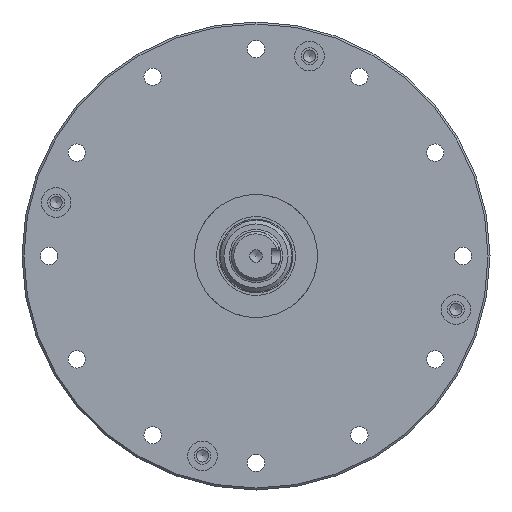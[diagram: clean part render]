
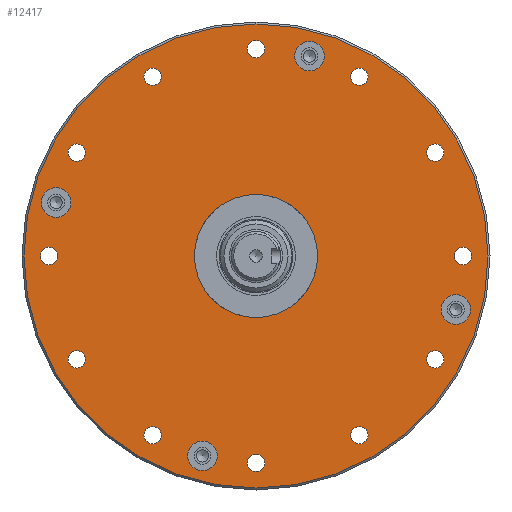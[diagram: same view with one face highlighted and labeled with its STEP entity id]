
A CAD part, left-side view. The second image highlights one B-rep face of the part: STEP entity #12417.
In plain terms, the highlighted planar face has unit normal (-1, 0, 0).
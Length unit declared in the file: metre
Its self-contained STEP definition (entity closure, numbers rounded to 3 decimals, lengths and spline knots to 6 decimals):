
#743=PLANE('',#15095);
#1971=CIRCLE('',#15096,0.0125);
#1972=CIRCLE('',#15097,0.0471);
#1973=CIRCLE('',#15098,0.00175);
#1974=CIRCLE('',#15099,0.00175);
#1975=CIRCLE('',#15100,0.00175);
#1976=CIRCLE('',#15101,0.00175);
#1977=CIRCLE('',#15102,0.00175);
#1978=CIRCLE('',#15103,0.00175);
#1979=CIRCLE('',#15104,0.00175);
#1980=CIRCLE('',#15105,0.00175);
#1981=CIRCLE('',#15106,0.00175);
#1982=CIRCLE('',#15107,0.00175);
#1983=CIRCLE('',#15108,0.00175);
#1984=CIRCLE('',#15109,0.00175);
#1985=CIRCLE('',#15110,0.003);
#1986=CIRCLE('',#15111,0.003);
#1987=CIRCLE('',#15112,0.003);
#1988=CIRCLE('',#15113,0.003);
#4459=ORIENTED_EDGE('',*,*,#6478,.F.);
#4460=ORIENTED_EDGE('',*,*,#6479,.T.);
#4461=ORIENTED_EDGE('',*,*,#6480,.F.);
#4462=ORIENTED_EDGE('',*,*,#6481,.F.);
#4463=ORIENTED_EDGE('',*,*,#6482,.F.);
#4464=ORIENTED_EDGE('',*,*,#6483,.F.);
#4465=ORIENTED_EDGE('',*,*,#6484,.F.);
#4466=ORIENTED_EDGE('',*,*,#6485,.F.);
#4467=ORIENTED_EDGE('',*,*,#6486,.F.);
#4468=ORIENTED_EDGE('',*,*,#6487,.F.);
#4469=ORIENTED_EDGE('',*,*,#6488,.F.);
#4470=ORIENTED_EDGE('',*,*,#6489,.F.);
#4471=ORIENTED_EDGE('',*,*,#6490,.F.);
#4472=ORIENTED_EDGE('',*,*,#6491,.F.);
#4473=ORIENTED_EDGE('',*,*,#6492,.F.);
#4474=ORIENTED_EDGE('',*,*,#6493,.F.);
#4475=ORIENTED_EDGE('',*,*,#6494,.F.);
#4476=ORIENTED_EDGE('',*,*,#6495,.F.);
#6478=EDGE_CURVE('',#7703,#7703,#1971,.T.);
#6479=EDGE_CURVE('',#7704,#7704,#1972,.T.);
#6480=EDGE_CURVE('',#7705,#7705,#1973,.T.);
#6481=EDGE_CURVE('',#7706,#7706,#1974,.T.);
#6482=EDGE_CURVE('',#7707,#7707,#1975,.T.);
#6483=EDGE_CURVE('',#7708,#7708,#1976,.T.);
#6484=EDGE_CURVE('',#7709,#7709,#1977,.T.);
#6485=EDGE_CURVE('',#7710,#7710,#1978,.T.);
#6486=EDGE_CURVE('',#7711,#7711,#1979,.T.);
#6487=EDGE_CURVE('',#7712,#7712,#1980,.T.);
#6488=EDGE_CURVE('',#7713,#7713,#1981,.T.);
#6489=EDGE_CURVE('',#7714,#7714,#1982,.T.);
#6490=EDGE_CURVE('',#7715,#7715,#1983,.T.);
#6491=EDGE_CURVE('',#7716,#7716,#1984,.T.);
#6492=EDGE_CURVE('',#7717,#7717,#1985,.T.);
#6493=EDGE_CURVE('',#7718,#7718,#1986,.T.);
#6494=EDGE_CURVE('',#7719,#7719,#1987,.T.);
#6495=EDGE_CURVE('',#7720,#7720,#1988,.T.);
#7703=VERTEX_POINT('',#23530);
#7704=VERTEX_POINT('',#23532);
#7705=VERTEX_POINT('',#23534);
#7706=VERTEX_POINT('',#23536);
#7707=VERTEX_POINT('',#23538);
#7708=VERTEX_POINT('',#23540);
#7709=VERTEX_POINT('',#23542);
#7710=VERTEX_POINT('',#23544);
#7711=VERTEX_POINT('',#23546);
#7712=VERTEX_POINT('',#23548);
#7713=VERTEX_POINT('',#23550);
#7714=VERTEX_POINT('',#23552);
#7715=VERTEX_POINT('',#23554);
#7716=VERTEX_POINT('',#23556);
#7717=VERTEX_POINT('',#23558);
#7718=VERTEX_POINT('',#23560);
#7719=VERTEX_POINT('',#23562);
#7720=VERTEX_POINT('',#23564);
#9286=EDGE_LOOP('',(#4459));
#9287=EDGE_LOOP('',(#4460));
#9288=EDGE_LOOP('',(#4461));
#9289=EDGE_LOOP('',(#4462));
#9290=EDGE_LOOP('',(#4463));
#9291=EDGE_LOOP('',(#4464));
#9292=EDGE_LOOP('',(#4465));
#9293=EDGE_LOOP('',(#4466));
#9294=EDGE_LOOP('',(#4467));
#9295=EDGE_LOOP('',(#4468));
#9296=EDGE_LOOP('',(#4469));
#9297=EDGE_LOOP('',(#4470));
#9298=EDGE_LOOP('',(#4471));
#9299=EDGE_LOOP('',(#4472));
#9300=EDGE_LOOP('',(#4473));
#9301=EDGE_LOOP('',(#4474));
#9302=EDGE_LOOP('',(#4475));
#9303=EDGE_LOOP('',(#4476));
#10783=FACE_BOUND('',#9286,.T.);
#10784=FACE_BOUND('',#9287,.T.);
#10785=FACE_BOUND('',#9288,.T.);
#10786=FACE_BOUND('',#9289,.T.);
#10787=FACE_BOUND('',#9290,.T.);
#10788=FACE_BOUND('',#9291,.T.);
#10789=FACE_BOUND('',#9292,.T.);
#10790=FACE_BOUND('',#9293,.T.);
#10791=FACE_BOUND('',#9294,.T.);
#10792=FACE_BOUND('',#9295,.T.);
#10793=FACE_BOUND('',#9296,.T.);
#10794=FACE_BOUND('',#9297,.T.);
#10795=FACE_BOUND('',#9298,.T.);
#10796=FACE_BOUND('',#9299,.T.);
#10797=FACE_BOUND('',#9300,.T.);
#10798=FACE_BOUND('',#9301,.T.);
#10799=FACE_BOUND('',#9302,.T.);
#10800=FACE_BOUND('',#9303,.T.);
#12417=ADVANCED_FACE('',(#10783,#10784,#10785,#10786,#10787,#10788,#10789,
#10790,#10791,#10792,#10793,#10794,#10795,#10796,#10797,#10798,#10799,#10800),
#743,.T.);
#15095=AXIS2_PLACEMENT_3D('',#23528,#18145,#18146);
#15096=AXIS2_PLACEMENT_3D('',#23529,#18147,#18148);
#15097=AXIS2_PLACEMENT_3D('',#23531,#18149,#18150);
#15098=AXIS2_PLACEMENT_3D('',#23533,#18151,#18152);
#15099=AXIS2_PLACEMENT_3D('',#23535,#18153,#18154);
#15100=AXIS2_PLACEMENT_3D('',#23537,#18155,#18156);
#15101=AXIS2_PLACEMENT_3D('',#23539,#18157,#18158);
#15102=AXIS2_PLACEMENT_3D('',#23541,#18159,#18160);
#15103=AXIS2_PLACEMENT_3D('',#23543,#18161,#18162);
#15104=AXIS2_PLACEMENT_3D('',#23545,#18163,#18164);
#15105=AXIS2_PLACEMENT_3D('',#23547,#18165,#18166);
#15106=AXIS2_PLACEMENT_3D('',#23549,#18167,#18168);
#15107=AXIS2_PLACEMENT_3D('',#23551,#18169,#18170);
#15108=AXIS2_PLACEMENT_3D('',#23553,#18171,#18172);
#15109=AXIS2_PLACEMENT_3D('',#23555,#18173,#18174);
#15110=AXIS2_PLACEMENT_3D('',#23557,#18175,#18176);
#15111=AXIS2_PLACEMENT_3D('',#23559,#18177,#18178);
#15112=AXIS2_PLACEMENT_3D('',#23561,#18179,#18180);
#15113=AXIS2_PLACEMENT_3D('',#23563,#18181,#18182);
#18145=DIRECTION('',(-1.,0.,0.));
#18146=DIRECTION('',(0.,0.,1.));
#18147=DIRECTION('',(-1.,0.,0.));
#18148=DIRECTION('',(0.,0.,1.));
#18149=DIRECTION('',(-1.,0.,0.));
#18150=DIRECTION('',(0.,0.,1.));
#18151=DIRECTION('',(-1.,0.,0.));
#18152=DIRECTION('',(0.,0.,1.));
#18153=DIRECTION('',(-1.,0.,0.));
#18154=DIRECTION('',(0.,0.5,0.866));
#18155=DIRECTION('',(-1.,0.,0.));
#18156=DIRECTION('',(0.,0.866,0.5));
#18157=DIRECTION('',(-1.,0.,0.));
#18158=DIRECTION('',(0.,1.,0.));
#18159=DIRECTION('',(-1.,0.,0.));
#18160=DIRECTION('',(0.,0.866,-0.5));
#18161=DIRECTION('',(-1.,0.,0.));
#18162=DIRECTION('',(0.,0.5,-0.866));
#18163=DIRECTION('',(-1.,0.,0.));
#18164=DIRECTION('',(0.,0.,-1.));
#18165=DIRECTION('',(-1.,0.,0.));
#18166=DIRECTION('',(0.,-0.5,-0.866));
#18167=DIRECTION('',(-1.,0.,0.));
#18168=DIRECTION('',(0.,-0.866,-0.5));
#18169=DIRECTION('',(-1.,0.,0.));
#18170=DIRECTION('',(0.,-1.,0.));
#18171=DIRECTION('',(-1.,0.,0.));
#18172=DIRECTION('',(0.,-0.866,0.5));
#18173=DIRECTION('',(-1.,0.,0.));
#18174=DIRECTION('',(0.,-0.5,0.866));
#18175=DIRECTION('',(-1.,0.,0.));
#18176=DIRECTION('',(0.,0.,1.));
#18177=DIRECTION('',(-1.,0.,0.));
#18178=DIRECTION('',(0.,1.,0.));
#18179=DIRECTION('',(-1.,0.,0.));
#18180=DIRECTION('',(0.,0.,-1.));
#18181=DIRECTION('',(-1.,0.,0.));
#18182=DIRECTION('',(0.,-1.,0.));
#23528=CARTESIAN_POINT('',(0.,0.,0.0125));
#23529=CARTESIAN_POINT('',(0.,0.,0.));
#23530=CARTESIAN_POINT('',(0.,0.,0.0125));
#23531=CARTESIAN_POINT('',(0.,0.,0.));
#23532=CARTESIAN_POINT('',(0.,0.,0.0471));
#23533=CARTESIAN_POINT('',(0.,0.042,0.));
#23534=CARTESIAN_POINT('',(0.,0.042,0.00175));
#23535=CARTESIAN_POINT('',(0.,0.036373,-0.021));
#23536=CARTESIAN_POINT('',(0.,0.037248,-0.019484));
#23537=CARTESIAN_POINT('',(0.,0.021,-0.036373));
#23538=CARTESIAN_POINT('',(0.,0.022516,-0.035498));
#23539=CARTESIAN_POINT('',(0.,0.,
-0.042));
#23540=CARTESIAN_POINT('',(0.,0.00175,-0.042));
#23541=CARTESIAN_POINT('',(0.,-0.021,-0.036373));
#23542=CARTESIAN_POINT('',(0.,-0.019484,-0.037248));
#23543=CARTESIAN_POINT('',(0.,-0.036373,-0.021));
#23544=CARTESIAN_POINT('',(0.,-0.035498,-0.022516));
#23545=CARTESIAN_POINT('',(0.,-0.042,0.));
#23546=CARTESIAN_POINT('',(0.,-0.042,-0.00175));
#23547=CARTESIAN_POINT('',(0.,-0.036373,0.021));
#23548=CARTESIAN_POINT('',(0.,-0.037248,0.019484));
#23549=CARTESIAN_POINT('',(0.,-0.021,0.036373));
#23550=CARTESIAN_POINT('',(0.,-0.022516,0.035498));
#23551=CARTESIAN_POINT('',(0.,0.,0.042));
#23552=CARTESIAN_POINT('',(0.,-0.00175,0.042));
#23553=CARTESIAN_POINT('',(0.,0.021,0.036373));
#23554=CARTESIAN_POINT('',(0.,0.019484,0.037248));
#23555=CARTESIAN_POINT('',(0.,0.036373,0.021));
#23556=CARTESIAN_POINT('',(0.,0.035498,0.022516));
#23557=CARTESIAN_POINT('',(0.,0.029698,0.029698));
#23558=CARTESIAN_POINT('',(0.,0.029698,0.032698));
#23559=CARTESIAN_POINT('',(0.,0.029698,-0.029698));
#23560=CARTESIAN_POINT('',(0.,0.032698,-0.029698));
#23561=CARTESIAN_POINT('',(0.,-0.029698,-0.029698));
#23562=CARTESIAN_POINT('',(0.,-0.029698,-0.032698));
#23563=CARTESIAN_POINT('',(0.,-0.029698,0.029698));
#23564=CARTESIAN_POINT('',(0.,-0.032698,0.029698));
